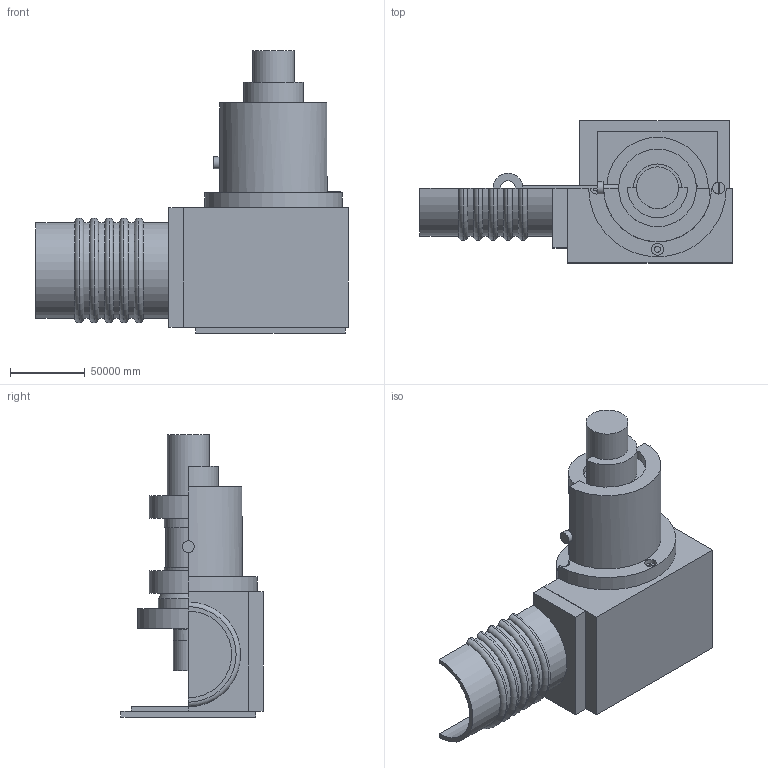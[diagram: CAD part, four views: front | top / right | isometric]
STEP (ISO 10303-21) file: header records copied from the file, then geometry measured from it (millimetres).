
FILE_DESCRIPTION(('Open CASCADE Model'),'2;1');
FILE_NAME('Open CASCADE Shape Model','2022-05-31T10:16:37',('Author'),( 'Open CASCADE'),'Open CASCADE STEP processor 7.5','Open CASCADE 7.5' ,'Unknown');
FILE_SCHEMA(('AUTOMOTIVE_DESIGN { 1 0 10303 214 1 1 1 1 }'));
Length unit declared in the file: millimetre
Products named in the file (52): Product 1; Product 1.1; Product 1.1.1; Product 1.1.1.1; Product 1.1.2; Product 1.1.2.1; Product 1.1.3; Product 1.1.3.1; Product 1.1.4; Product 1.1.4.1; Product 1.1.5; Product 1.1.5.1; Product 1.1.6; Product 1.1.6.1; Product 1.1.7; Product 1.1.7.1; Product 1.1.8; Product 1.1.8.1; Product 1.1.9; Product 1.1.9.1; Product 1.1.10; Product 1.1.10.1; Product 1.1.11; Product 1.1.11.1; Product 1.1.12; Product 1.1.12.1; Product 1.1.13; Product 1.1.13.1; Product 1.1.14; Product 1.1.14.1; Product 1.1.15; Product 1.1.15.1; Product 1.1.16; Product 1.1.16.1; Product 1.1.17; Product 1.1.17.1; Product 2; Product 2.1; rod-assembly; nut ...
Assembly tree (63 placements, depth 5):
  Product 1
    Product 1.1
      Product 1.1.1
        Product 1.1.1.1
      Product 1.1.2
        Product 1.1.2.1
      Product 1.1.3
        Product 1.1.3.1
      Product 1.1.4
        Product 1.1.4.1
      Product 1.1.5
        Product 1.1.5.1
      Product 1.1.6
        Product 1.1.6.1
      Product 1.1.7
        Product 1.1.7.1
      Product 1.1.8
        Product 1.1.8.1
      Product 1.1.9
        Product 1.1.9.1
      Product 1.1.10
        Product 1.1.10.1
      Product 1.1.11
        Product 1.1.11.1
      Product 1.1.12
        Product 1.1.12.1
      Product 1.1.13
        Product 1.1.13.1
      Product 1.1.14
        Product 1.1.14.1
      Product 1.1.15
        Product 1.1.15.1
      Product 1.1.16
        Product 1.1.16.1
      Product 1.1.17
        Product 1.1.17.1
  Product 2
    Product 2.1
      rod-assembly
        nut  x2
        rod
      l-bracket-assembly
        nut-bolt-assembly
          bolt
          nut
        nut-bolt-assembly
          bolt
          nut
        nut-bolt-assembly
          bolt
          nut
        l-bracket
      plate
      l-bracket-assembly
        nut-bolt-assembly
          bolt
          nut
        nut-bolt-assembly
          bolt
          nut
Bounding box: 209000 x 95000 x 188900 mm (x, y, z)
Volume: 598775577243635.1 mm3; surface area: 185179379372.7 mm2
Topology: 35 solids, 35 shells, 383 faces, 868 edges, 571 vertices
Faces by surface type: plane 209, cylinder 149, torus 14, bspline 10, cone 1
Full cylindrical faces by diameter (mm): 4000 x4, 8000 x3, 10000 x1, 12000 x3, 14000 x2, 16000 x1, 20000 x2, 28000 x1, 30000 x1, 32000 x4, 52000 x2, 68000 x1
Entity records: 12686 total; most frequent: CARTESIAN_POINT 5169, DIRECTION 1551, ORIENTED_EDGE 1272, EDGE_CURVE 636, AXIS2_PLACEMENT_3D 599, VERTEX_POINT 419, LINE 353, VECTOR 353
